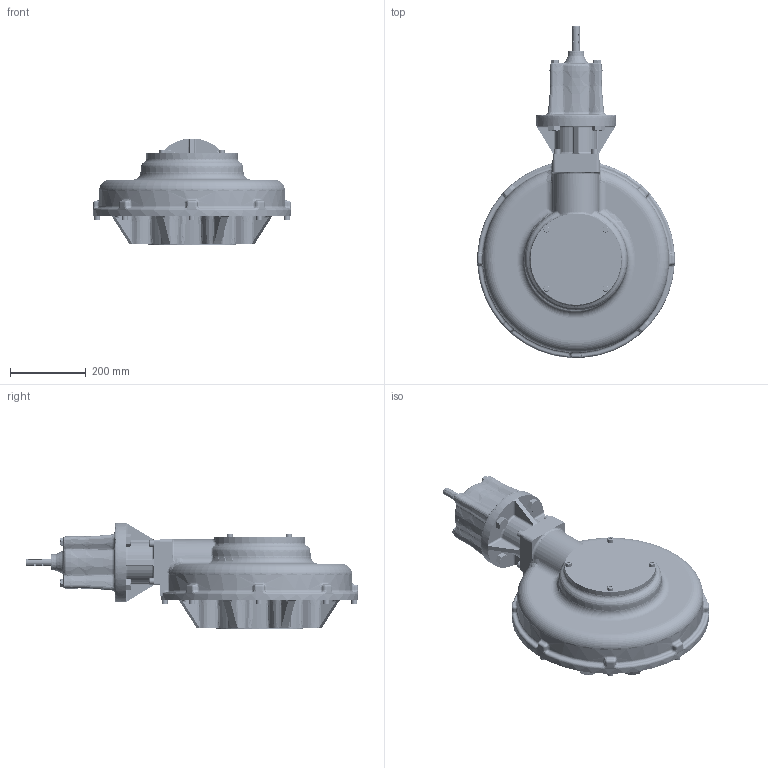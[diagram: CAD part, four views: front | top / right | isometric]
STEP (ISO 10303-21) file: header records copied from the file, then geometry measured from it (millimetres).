
FILE_DESCRIPTION(/* description */ ('Unknown'),/* implementation_level */ '2;1');
FILE_NAME(/* name */ 'PUB-HOB12MPR19-153.6-MAN-F30_SOLID_A-1',/* time_stamp */ '2019-10-22T13:05:03+01:00',/* author */ ('Unknown'),/* organization */ ('Unknown'),/* preprocessor_version */ 'ST-DEVELOPER v16.7',/* originating_system */ 'DEX',/* authorisation */ $);
FILE_SCHEMA (('AUTOMOTIVE_DESIGN {1 0 10303 214 3 1 1}'));
Products named in the file (1): PUB-HOB12MPR19-153.6-MAN-F30_SOLID_A-1
Bounding box: 519.97 x 873.98 x 281.7 mm (x, y, z)
Volume: 27390591.4 mm3; surface area: 1602918.2 mm2
Topology: 3 solids, 3 shells, 7064 faces, 20328 edges, 12926 vertices
Faces by surface type: cylinder 2853, plane 2801, bspline 509, cone 450, torus 349, sphere 102
Full cylindrical faces by diameter (mm): 2.5 x2, 5 x60, 6 x2, 15 x3, 16 x12, 17 x3, 17.5 x8, 18 x4, 20 x3, 22.098 x1, 23 x2, 26 x10, 30 x1, 36 x1, 42 x1, 100 x1, 102 x1, 125 x2, 128 x1, 129.75 x2, 129.9 x2, 129.987 x2, 130 x5, 130.1 x1, 130.175 x2, 134.7 x1, 135.5 x1, 169.983 x2, 170 x4, 172.95 x1
Entity records: 252992 total; most frequent: CARTESIAN_POINT 71701, ORIENTED_EDGE 39432, DIRECTION 37286, EDGE_CURVE 19716, AXIS2_PLACEMENT_3D 14629, VERTEX_POINT 12784, CIRCLE 8073, LINE 8028
